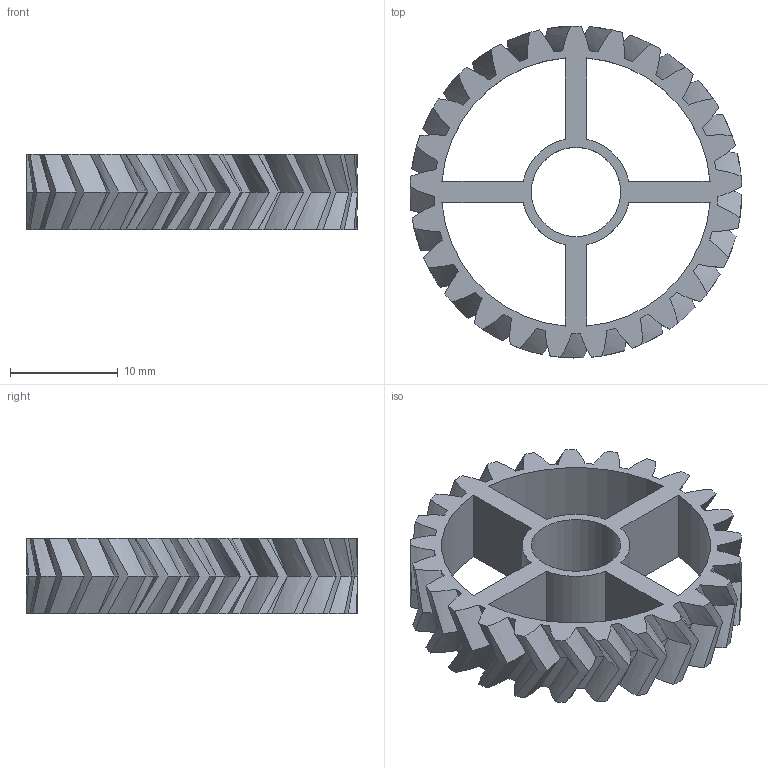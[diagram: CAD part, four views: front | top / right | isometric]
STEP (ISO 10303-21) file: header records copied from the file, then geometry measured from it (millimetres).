
FILE_DESCRIPTION(/* description */ (''),/* implementation_level */ '2;1');
FILE_NAME(/* name */ 'Module 1 Double Helix Gear A.stp',/* time_stamp */ '2024-11-06T19:16:29+01:00',/* author */ ('wszaf'),/* organization */ (''),/* preprocessor_version */ 'ST-DEVELOPER v20',/* originating_system */ 'Autodesk Inventor 2024',/* authorisation */ '');
FILE_SCHEMA (('AUTOMOTIVE_DESIGN { 1 0 10303 214 3 1 1 }'));
Length unit declared in the file: millimetre
Products named in the file (1): Spur Gear1
Bounding box: 30.84 x 30.85 x 7 mm (x, y, z)
Volume: 1701.3 mm3; surface area: 3023.6 mm2
Topology: 1 solids, 1 shells, 194 faces, 526 edges, 334 vertices
Faces by surface type: bspline 150, cylinder 34, plane 10
Full cylindrical faces by diameter (mm): 8.3 x1
Entity records: 8316 total; most frequent: CARTESIAN_POINT 4630, ORIENTED_EDGE 1052, EDGE_CURVE 526, B_SPLINE_CURVE_WITH_KNOTS 425, VERTEX_POINT 334, DIRECTION 259, EDGE_LOOP 204, FACE_OUTER_BOUND 194
